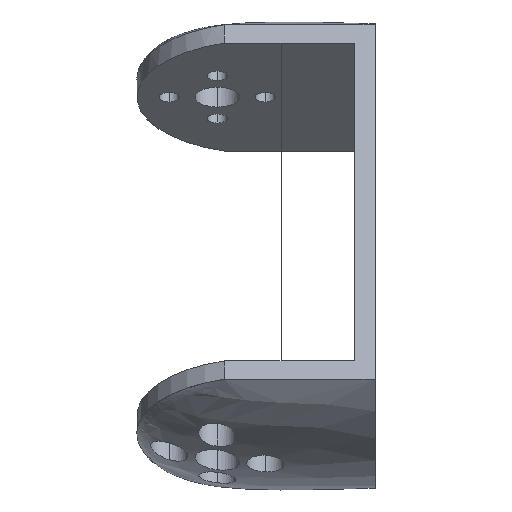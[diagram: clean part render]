
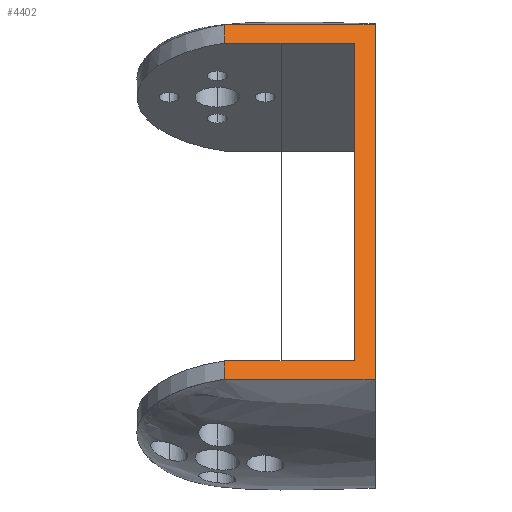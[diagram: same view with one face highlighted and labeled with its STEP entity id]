
A CAD part, top view. The second image highlights one B-rep face of the part: STEP entity #4402.
In plain terms, the highlighted planar face has unit normal (0, 0.443, 0.897).
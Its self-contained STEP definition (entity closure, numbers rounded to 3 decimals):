
#24 = VERTEX_POINT ( 'NONE', #4620 ) ;
#91 = VERTEX_POINT ( 'NONE', #5630 ) ;
#214 = DIRECTION ( 'NONE',  ( 0., 0.897, -0.443 ) ) ;
#228 = CARTESIAN_POINT ( 'NONE',  ( -39.938, 63.435, 164.639 ) ) ;
#256 = CARTESIAN_POINT ( 'NONE',  ( -41.999, 63.435, 164.639 ) ) ;
#341 = DIRECTION ( 'NONE',  ( -1., 0., 0. ) ) ;
#470 = ORIENTED_EDGE ( 'NONE', *, *, #4443, .T. ) ;
#528 = DIRECTION ( 'NONE',  ( -1., 0., 0. ) ) ;
#576 = LINE ( 'NONE', #4399, #3437 ) ;
#776 = CARTESIAN_POINT ( 'NONE',  ( -33.713, 112.481, 140.419 ) ) ;
#779 = CARTESIAN_POINT ( 'NONE',  ( -40.969, 63.435, 164.639 ) ) ;
#798 = CARTESIAN_POINT ( 'NONE',  ( -42., 115.171, 139.09 ) ) ;
#803 = CARTESIAN_POINT ( 'NONE',  ( -42., 63.435, 164.639 ) ) ;
#805 = DIRECTION ( 'NONE',  ( -1., 0., 0. ) ) ;
#886 = CARTESIAN_POINT ( 'NONE',  ( -42., 115.171, 139.09 ) ) ;
#1055 = VERTEX_POINT ( 'NONE', #5011 ) ;
#1059 = CARTESIAN_POINT ( 'NONE',  ( -23.044, 66.125, 163.31 ) ) ;
#1078 = LINE ( 'NONE', #3744, #6977 ) ;
#1155 = VECTOR ( 'NONE', #6208, 1000. ) ;
#1165 = DIRECTION ( 'NONE',  ( 0., -0.897, 0.443 ) ) ;
#1197 = VERTEX_POINT ( 'NONE', #2444 ) ;
#1261 = LINE ( 'NONE', #1900, #6985 ) ;
#1265 = CARTESIAN_POINT ( 'NONE',  ( -20., 63.435, 164.639 ) ) ;
#1282 = CARTESIAN_POINT ( 'NONE',  ( -23.044, 112.481, 140.419 ) ) ;
#1292 = CARTESIAN_POINT ( 'NONE',  ( -22.75, 63.435, 164.639 ) ) ;
#1312 = CARTESIAN_POINT ( 'NONE',  ( -41.599, 63.435, 164.639 ) ) ;
#1330 = LINE ( 'NONE', #3526, #1155 ) ;
#1599 = FACE_OUTER_BOUND ( 'NONE', #5437, .T. ) ;
#1692 = ORIENTED_EDGE ( 'NONE', *, *, #4146, .F. ) ;
#1738 = ORIENTED_EDGE ( 'NONE', *, *, #5086, .F. ) ;
#1769 = DIRECTION ( 'NONE',  ( -1., 0., 0. ) ) ;
#1831 = CARTESIAN_POINT ( 'NONE',  ( -28.25, 63.435, 164.639 ) ) ;
#1857 = CARTESIAN_POINT ( 'NONE',  ( -41.9, 63.435, 164.639 ) ) ;
#1900 = CARTESIAN_POINT ( 'NONE',  ( -20., 115.171, 139.09 ) ) ;
#1915 = VERTEX_POINT ( 'NONE', #6587 ) ;
#1929 = EDGE_CURVE ( 'NONE', #91, #3270, #6729, .T. ) ;
#1937 = VECTOR ( 'NONE', #341, 1000. ) ;
#2060 = EDGE_CURVE ( 'NONE', #2231, #1915, #4954, .T. ) ;
#2136 = DIRECTION ( 'NONE',  ( 0., 0.897, -0.443 ) ) ;
#2211 = EDGE_CURVE ( 'NONE', #6777, #4889, #1078, .T. ) ;
#2231 = VERTEX_POINT ( 'NONE', #1059 ) ;
#2307 = ORIENTED_EDGE ( 'NONE', *, *, #1929, .T. ) ;
#2326 = LINE ( 'NONE', #1282, #3420 ) ;
#2379 = CARTESIAN_POINT ( 'NONE',  ( -33.292, 63.435, 164.639 ) ) ;
#2403 = CARTESIAN_POINT ( 'NONE',  ( -41.975, 63.435, 164.639 ) ) ;
#2427 = DIRECTION ( 'NONE',  ( 0., -0.443, -0.897 ) ) ;
#2432 = EDGE_CURVE ( 'NONE', #6661, #91, #576, .T. ) ;
#2444 = CARTESIAN_POINT ( 'NONE',  ( -42., 63.435, 164.639 ) ) ;
#2495 = VECTOR ( 'NONE', #5977, 1000. ) ;
#2651 = EDGE_CURVE ( 'NONE', #1915, #4889, #1330, .T. ) ;
#2675 = LINE ( 'NONE', #6925, #3939 ) ;
#2693 = ORIENTED_EDGE ( 'NONE', *, *, #3801, .F. ) ;
#2727 = EDGE_CURVE ( 'NONE', #4773, #1055, #6331, .T. ) ;
#2921 = CARTESIAN_POINT ( 'NONE',  ( -36.5, 63.435, 164.639 ) ) ;
#2924 = EDGE_CURVE ( 'NONE', #24, #1055, #2675, .T. ) ;
#2948 = CARTESIAN_POINT ( 'NONE',  ( -41.994, 63.435, 164.639 ) ) ;
#3270 = VERTEX_POINT ( 'NONE', #6252 ) ;
#3319 = CARTESIAN_POINT ( 'NONE',  ( -33.688, 112.481, 140.419 ) ) ;
#3420 = VECTOR ( 'NONE', #214, 1000. ) ;
#3431 = CARTESIAN_POINT ( 'NONE',  ( -20.917, 63.435, 164.639 ) ) ;
#3437 = VECTOR ( 'NONE', #1165, 1000. ) ;
#3461 = CARTESIAN_POINT ( 'NONE',  ( -39.021, 63.435, 164.639 ) ) ;
#3485 = CARTESIAN_POINT ( 'NONE',  ( -41.998, 63.435, 164.639 ) ) ;
#3526 = CARTESIAN_POINT ( 'NONE',  ( -33.688, 115.171, 139.09 ) ) ;
#3574 = CARTESIAN_POINT ( 'NONE',  ( -27.333, 115.171, 139.09 ) ) ;
#3659 = EDGE_LOOP ( 'NONE', ( #5957, #6491, #5970, #5430 ) ) ;
#3672 = EDGE_CURVE ( 'NONE', #2231, #6777, #2326, .T. ) ;
#3744 = CARTESIAN_POINT ( 'NONE',  ( -42., 112.481, 140.419 ) ) ;
#3801 = EDGE_CURVE ( 'NONE', #6661, #24, #4533, .T. ) ;
#3867 = VECTOR ( 'NONE', #1769, 1000. ) ;
#3939 = VECTOR ( 'NONE', #2136, 1000. ) ;
#4002 = CARTESIAN_POINT ( 'NONE',  ( -40.51, 63.435, 164.639 ) ) ;
#4025 = CARTESIAN_POINT ( 'NONE',  ( -42., 63.435, 164.639 ) ) ;
#4113 = CARTESIAN_POINT ( 'NONE',  ( -34.667, 115.171, 139.09 ) ) ;
#4146 = EDGE_CURVE ( 'NONE', #1197, #3270, #5354, .T. ) ;
#4202 = ORIENTED_EDGE ( 'NONE', *, *, #2924, .F. ) ;
#4399 = CARTESIAN_POINT ( 'NONE',  ( -33.713, 112.481, 140.419 ) ) ;
#4402 = ADVANCED_FACE ( 'NONE', ( #1599, #5740 ), #5652, .F. ) ;
#4443 = EDGE_CURVE ( 'NONE', #5080, #4773, #1261, .T. ) ;
#4533 = LINE ( 'NONE', #5107, #5792 ) ;
#4555 = CARTESIAN_POINT ( 'NONE',  ( -41.313, 63.435, 164.639 ) ) ;
#4620 = CARTESIAN_POINT ( 'NONE',  ( -42., 112.481, 140.419 ) ) ;
#4655 = CARTESIAN_POINT ( 'NONE',  ( -42., 66.125, 163.31 ) ) ;
#4773 = VERTEX_POINT ( 'NONE', #6691 ) ;
#4889 = VERTEX_POINT ( 'NONE', #3319 ) ;
#4954 = LINE ( 'NONE', #4655, #1937 ) ;
#4991 = CARTESIAN_POINT ( 'NONE',  ( -42., 66.125, 163.31 ) ) ;
#5010 = ORIENTED_EDGE ( 'NONE', *, *, #2432, .T. ) ;
#5011 = CARTESIAN_POINT ( 'NONE',  ( -42., 115.171, 139.09 ) ) ;
#5059 = CARTESIAN_POINT ( 'NONE',  ( -25.5, 63.435, 164.639 ) ) ;
#5080 = VERTEX_POINT ( 'NONE', #5580 ) ;
#5084 = CARTESIAN_POINT ( 'NONE',  ( -41.799, 63.435, 164.639 ) ) ;
#5086 = EDGE_CURVE ( 'NONE', #5080, #1197, #5341, .T. ) ;
#5107 = CARTESIAN_POINT ( 'NONE',  ( -42., 112.481, 140.419 ) ) ;
#5250 = ORIENTED_EDGE ( 'NONE', *, *, #2727, .T. ) ;
#5341 = B_SPLINE_CURVE_WITH_KNOTS ( 'NONE', 3,
 ( #1265, #3431, #1292, #5059, #1831, #5606, #2379, #6144, #2921, #6673, #3461, #228, #4002, #779, #4555, #1312, #5084, #1857, #5629, #2403, #6170, #2948, #6696, #3485, #256, #4025, #803 ),
 .UNSPECIFIED., .F., .F.,
 ( 4, 1, 1, 1, 1, 1, 1, 1, 1, 1, 1, 1, 1, 1, 1, 1, 1, 1, 1, 1, 1, 1, 1, 1, 4 ),
 ( 0., 0.125, 0.25, 0.375, 0.5, 0.625, 0.688, 0.75, 0.813, 0.875, 0.906, 0.938, 0.953, 0.969, 0.984, 0.992, 0.996, 0.998, 0.999, 1., 1., 1., 1., 1., 1. ),
 .UNSPECIFIED. ) ;
#5354 = LINE ( 'NONE', #5429, #2495 ) ;
#5429 = CARTESIAN_POINT ( 'NONE',  ( -42., 115.171, 139.09 ) ) ;
#5430 = ORIENTED_EDGE ( 'NONE', *, *, #2211, .F. ) ;
#5437 = EDGE_LOOP ( 'NONE', ( #2693, #5010, #2307, #1692, #1738, #470, #5250, #4202 ) ) ;
#5580 = CARTESIAN_POINT ( 'NONE',  ( -20., 63.435, 164.639 ) ) ;
#5606 = CARTESIAN_POINT ( 'NONE',  ( -31., 63.435, 164.639 ) ) ;
#5629 = CARTESIAN_POINT ( 'NONE',  ( -41.95, 63.435, 164.639 ) ) ;
#5630 = CARTESIAN_POINT ( 'NONE',  ( -33.713, 66.125, 163.31 ) ) ;
#5652 = PLANE ( 'NONE',  #6906 ) ;
#5672 = CARTESIAN_POINT ( 'NONE',  ( -23.044, 112.481, 140.419 ) ) ;
#5740 = FACE_BOUND ( 'NONE', #3659, .T. ) ;
#5792 = VECTOR ( 'NONE', #805, 1000. ) ;
#5957 = ORIENTED_EDGE ( 'NONE', *, *, #3672, .F. ) ;
#5970 = ORIENTED_EDGE ( 'NONE', *, *, #2651, .T. ) ;
#5977 = DIRECTION ( 'NONE',  ( 0., 0.897, -0.443 ) ) ;
#6144 = CARTESIAN_POINT ( 'NONE',  ( -35.125, 63.435, 164.639 ) ) ;
#6170 = CARTESIAN_POINT ( 'NONE',  ( -41.987, 63.435, 164.639 ) ) ;
#6188 = DIRECTION ( 'NONE',  ( 0., -0.897, 0.443 ) ) ;
#6208 = DIRECTION ( 'NONE',  ( 0., 0.897, -0.443 ) ) ;
#6229 = CARTESIAN_POINT ( 'NONE',  ( -20., 115.171, 139.09 ) ) ;
#6252 = CARTESIAN_POINT ( 'NONE',  ( -42., 66.125, 163.31 ) ) ;
#6331 = B_SPLINE_CURVE_WITH_KNOTS ( 'NONE', 3,
 ( #6229, #3574, #4113, #886 ),
 .UNSPECIFIED., .F., .F.,
 ( 4, 4 ),
 ( 0., 1. ),
 .UNSPECIFIED. ) ;
#6491 = ORIENTED_EDGE ( 'NONE', *, *, #2060, .T. ) ;
#6587 = CARTESIAN_POINT ( 'NONE',  ( -33.688, 66.125, 163.31 ) ) ;
#6661 = VERTEX_POINT ( 'NONE', #776 ) ;
#6673 = CARTESIAN_POINT ( 'NONE',  ( -37.875, 63.435, 164.639 ) ) ;
#6691 = CARTESIAN_POINT ( 'NONE',  ( -20., 115.171, 139.09 ) ) ;
#6696 = CARTESIAN_POINT ( 'NONE',  ( -41.997, 63.435, 164.639 ) ) ;
#6729 = LINE ( 'NONE', #4991, #3867 ) ;
#6743 = DIRECTION ( 'NONE',  ( 0., 0.897, -0.443 ) ) ;
#6777 = VERTEX_POINT ( 'NONE', #5672 ) ;
#6906 = AXIS2_PLACEMENT_3D ( 'NONE', #798, #2427, #6188 ) ;
#6925 = CARTESIAN_POINT ( 'NONE',  ( -42., 112.481, 140.419 ) ) ;
#6977 = VECTOR ( 'NONE', #528, 1000. ) ;
#6985 = VECTOR ( 'NONE', #6743, 1000. ) ;
